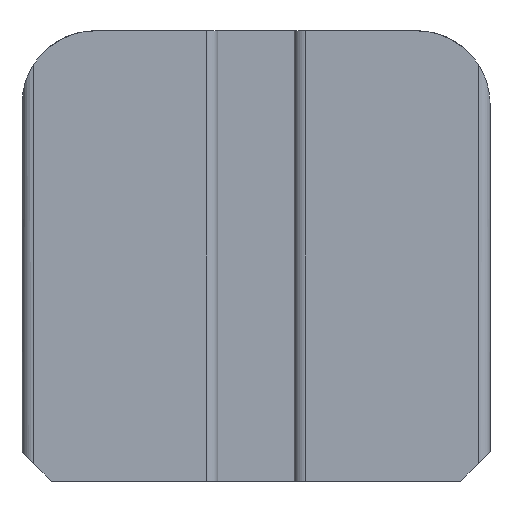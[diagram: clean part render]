
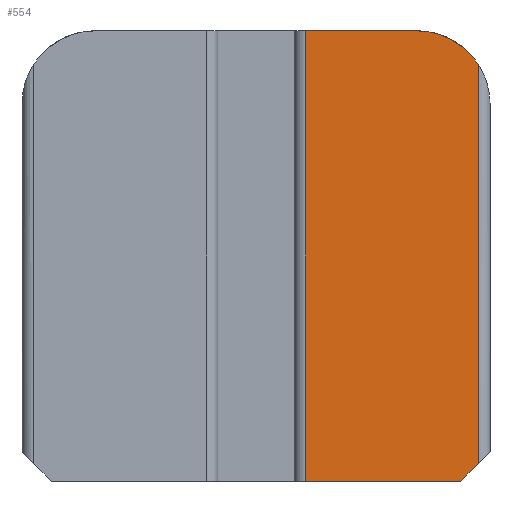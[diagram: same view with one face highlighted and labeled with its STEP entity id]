
A CAD part, left-side view. The second image highlights one B-rep face of the part: STEP entity #554.
In plain terms, the highlighted planar face has unit normal (-1, 0, 0).
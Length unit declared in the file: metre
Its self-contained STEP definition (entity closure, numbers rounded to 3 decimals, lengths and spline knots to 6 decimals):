
#48=CIRCLE('',#608,0.00125);
#102=ORIENTED_EDGE('',*,*,#258,.T.);
#103=ORIENTED_EDGE('',*,*,#266,.T.);
#104=ORIENTED_EDGE('',*,*,#254,.F.);
#105=ORIENTED_EDGE('',*,*,#267,.T.);
#106=ORIENTED_EDGE('',*,*,#245,.T.);
#107=ORIENTED_EDGE('',*,*,#268,.T.);
#245=EDGE_CURVE('',#330,#329,#380,.T.);
#254=EDGE_CURVE('',#336,#337,#386,.T.);
#258=EDGE_CURVE('',#339,#338,#388,.T.);
#266=EDGE_CURVE('',#338,#337,#394,.F.);
#267=EDGE_CURVE('',#336,#330,#48,.F.);
#268=EDGE_CURVE('',#329,#339,#395,.T.);
#329=VERTEX_POINT('',#842);
#330=VERTEX_POINT('',#844);
#336=VERTEX_POINT('',#865);
#337=VERTEX_POINT('',#866);
#338=VERTEX_POINT('',#874);
#339=VERTEX_POINT('',#876);
#380=LINE('',#843,#434);
#386=LINE('',#864,#440);
#388=LINE('',#875,#442);
#394=LINE('',#891,#448);
#395=LINE('',#893,#449);
#434=VECTOR('',#673,1.);
#440=VECTOR('',#689,1.);
#442=VECTOR('',#695,1.);
#448=VECTOR('',#707,1.);
#449=VECTOR('',#710,1.);
#478=EDGE_LOOP('',(#102,#103,#104,#105,#106,#107));
#508=FACE_BOUND('',#478,.T.);
#536=PLANE('',#607);
#554=ADVANCED_FACE('',(#508),#536,.F.);
#607=AXIS2_PLACEMENT_3D('',#890,#705,#706);
#608=AXIS2_PLACEMENT_3D('',#892,#708,#709);
#673=DIRECTION('',(0.,1.,0.));
#689=DIRECTION('',(0.,0.,-1.));
#695=DIRECTION('',(0.,-1.,0.));
#705=DIRECTION('',(1.,0.,0.));
#706=DIRECTION('',(0.,0.,-1.));
#707=DIRECTION('',(0.,0.707,-0.707));
#708=DIRECTION('',(1.,0.,0.));
#709=DIRECTION('',(0.,0.,-1.));
#710=DIRECTION('',(0.,0.,-1.));
#842=CARTESIAN_POINT('',(0.056385,-0.009582,0.0078));
#843=CARTESIAN_POINT('',(0.056385,-0.011057,0.0078));
#844=CARTESIAN_POINT('',(0.056385,-0.011482,0.0078));
#864=CARTESIAN_POINT('',(0.056385,-0.012532,0.259818));
#865=CARTESIAN_POINT('',(0.056385,-0.012532,0.007228));
#866=CARTESIAN_POINT('',(0.056385,-0.012532,0.0004));
#874=CARTESIAN_POINT('',(0.056385,-0.012232,0.0001));
#875=CARTESIAN_POINT('',(0.056385,-0.011057,0.0001));
#876=CARTESIAN_POINT('',(0.056385,-0.009582,0.0001));
#890=CARTESIAN_POINT('',(0.056385,-0.011057,0.259818));
#891=CARTESIAN_POINT('',(0.056385,-0.012732,0.0006));
#892=CARTESIAN_POINT('',(0.056385,-0.011482,0.00655));
#893=CARTESIAN_POINT('',(0.056385,-0.009582,0.259818));
